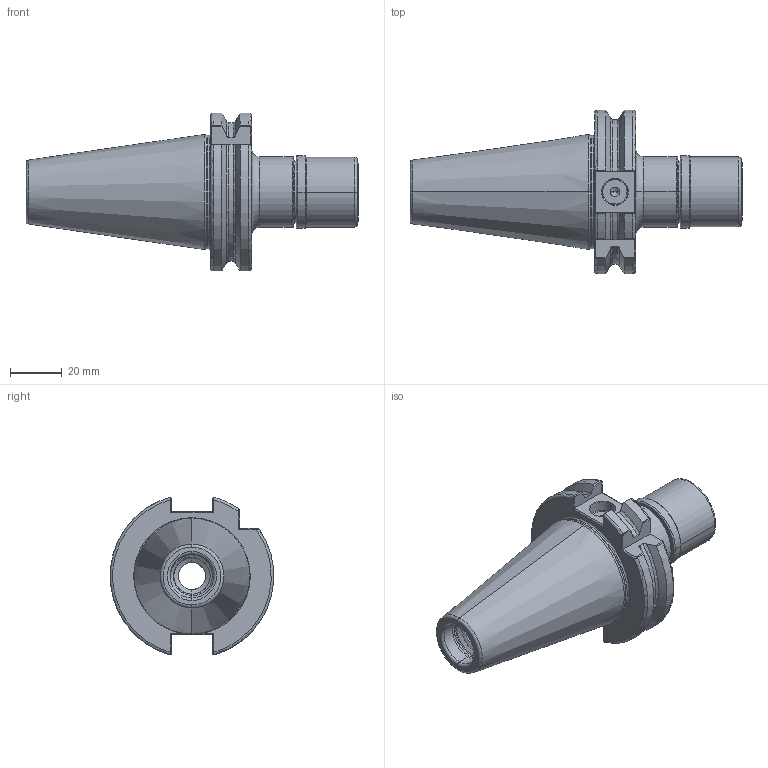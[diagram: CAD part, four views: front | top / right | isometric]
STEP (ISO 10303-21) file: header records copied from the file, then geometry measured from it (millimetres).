
FILE_DESCRIPTION (( 'STEP AP203' ), '1' );
FILE_NAME ('402.03.10.STEP', '2016-07-16T05:54:59', ( '' ), ( '' ), 'SwSTEP 2.0', 'SolidWorks 2012', '' );
FILE_SCHEMA (( 'CONFIG_CONTROL_DESIGN' ));
Length unit declared in the file: millimetre
Products named in the file (3): 402.03.10; 2-01.B04.0100241D9_KPS10_無溝螺帽_加長型
Assembly tree (2 placements, depth 2):
  402.03.10
    402.03.10
    2-01.B04.0100241D9_KPS10_無溝螺帽_加長型
Bounding box: 128.8 x 63.34 x 61.24 mm (x, y, z)
Volume: 118726.1 mm3; surface area: 31468.4 mm2
Topology: 2 solids, 2 shells, 327 faces, 835 edges, 512 vertices
Faces by surface type: cylinder 148, plane 54, torus 52, cone 51, bspline 22
Entity records: 20554 total; most frequent: CARTESIAN_POINT 13179, ORIENTED_EDGE 1650, DIRECTION 1335, EDGE_CURVE 825, AXIS2_PLACEMENT_3D 534, VERTEX_POINT 512, EDGE_LOOP 341, FACE_OUTER_BOUND 327
